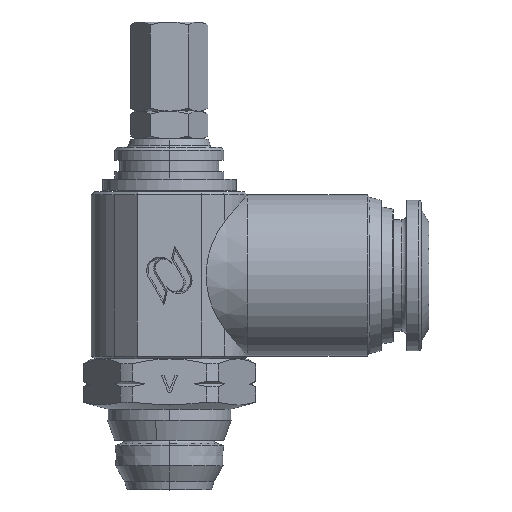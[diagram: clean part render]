
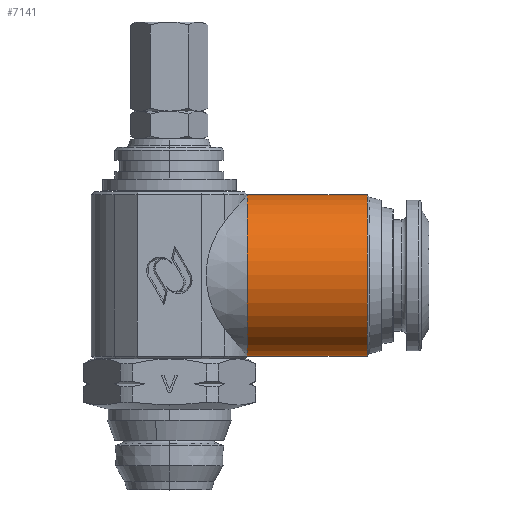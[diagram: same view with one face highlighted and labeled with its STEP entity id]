
A CAD part, top view. The second image highlights one B-rep face of the part: STEP entity #7141.
In plain terms, the highlighted cylindrical face has radius 7.25 mm (diameter 14.5 mm), a partial arc.
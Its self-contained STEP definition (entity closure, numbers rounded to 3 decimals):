
#345 = FACE_OUTER_BOUND ( 'NONE', #6323, .T. ) ;
#350 = CYLINDRICAL_SURFACE ( 'NONE', #4515, 7.25 ) ;
#4515 = AXIS2_PLACEMENT_3D ( 'NONE', #4791, #4792, #4783 ) ;
#4783 = DIRECTION ( 'NONE',  ( 0., 1., 0. ) ) ;
#4791 = CARTESIAN_POINT ( 'NONE',  ( 24.501, 19.25, 0. ) ) ;
#4792 = DIRECTION ( 'NONE',  ( 1., 0., 0. ) ) ;
#6323 = EDGE_LOOP ( 'NONE', ( #7533, #7534, #7535, #7536 ) ) ;
#7141 = ADVANCED_FACE ( 'NONE', ( #345 ), #350, .T. ) ;
#7419 = VERTEX_POINT ( 'NONE', #9113 ) ;
#7422 = VERTEX_POINT ( 'NONE', #9115 ) ;
#7423 = VERTEX_POINT ( 'NONE', #9116 ) ;
#7430 = VERTEX_POINT ( 'NONE', #9123 ) ;
#7533 = ORIENTED_EDGE ( 'NONE', *, *, #9419, .T. ) ;
#7534 = ORIENTED_EDGE ( 'NONE', *, *, #8484, .T. ) ;
#7535 = ORIENTED_EDGE ( 'NONE', *, *, #9435, .T. ) ;
#7536 = ORIENTED_EDGE ( 'NONE', *, *, #8485, .F. ) ;
#8125 = CARTESIAN_POINT ( 'NONE',  ( 7.001, 19.25, 0. ) ) ;
#8126 = DIRECTION ( 'NONE',  ( 1., 0., 0. ) ) ;
#8127 = DIRECTION ( 'NONE',  ( 0., 1., 0. ) ) ;
#8167 = CARTESIAN_POINT ( 'NONE',  ( 17.768, 19.25, 0. ) ) ;
#8168 = DIRECTION ( 'NONE',  ( -1., 0., 0. ) ) ;
#8169 = DIRECTION ( 'NONE',  ( 0., -1., 0. ) ) ;
#8244 = AXIS2_PLACEMENT_3D ( 'NONE', #8125, #8126, #8127 ) ;
#8253 = AXIS2_PLACEMENT_3D ( 'NONE', #8167, #8168, #8169 ) ;
#8306 = CIRCLE ( 'NONE', #8244, 7.25 ) ;
#8330 = CIRCLE ( 'NONE', #8253, 7.25 ) ;
#8484 = EDGE_CURVE ( 'NONE', #7419, #7423, #8821, .T. ) ;
#8485 = EDGE_CURVE ( 'NONE', #7430, #7422, #8805, .T. ) ;
#8805 = LINE ( 'NONE', #9255, #8826 ) ;
#8821 = LINE ( 'NONE', #9265, #8824 ) ;
#8824 = VECTOR ( 'NONE', #9267, 1000. ) ;
#8826 = VECTOR ( 'NONE', #9268, 1000. ) ;
#9113 = CARTESIAN_POINT ( 'NONE',  ( 7.001, 12., 0. ) ) ;
#9115 = CARTESIAN_POINT ( 'NONE',  ( 17.768, 26.5, 0. ) ) ;
#9116 = CARTESIAN_POINT ( 'NONE',  ( 17.768, 12., 0. ) ) ;
#9123 = CARTESIAN_POINT ( 'NONE',  ( 7.001, 26.5, 0. ) ) ;
#9255 = CARTESIAN_POINT ( 'NONE',  ( 24.501, 26.5, 0. ) ) ;
#9265 = CARTESIAN_POINT ( 'NONE',  ( 24.501, 12., 0. ) ) ;
#9267 = DIRECTION ( 'NONE',  ( 1., 0., 0. ) ) ;
#9268 = DIRECTION ( 'NONE',  ( 1., 0., 0. ) ) ;
#9419 = EDGE_CURVE ( 'NONE', #7430, #7419, #8306, .T. ) ;
#9435 = EDGE_CURVE ( 'NONE', #7423, #7422, #8330, .T. ) ;
